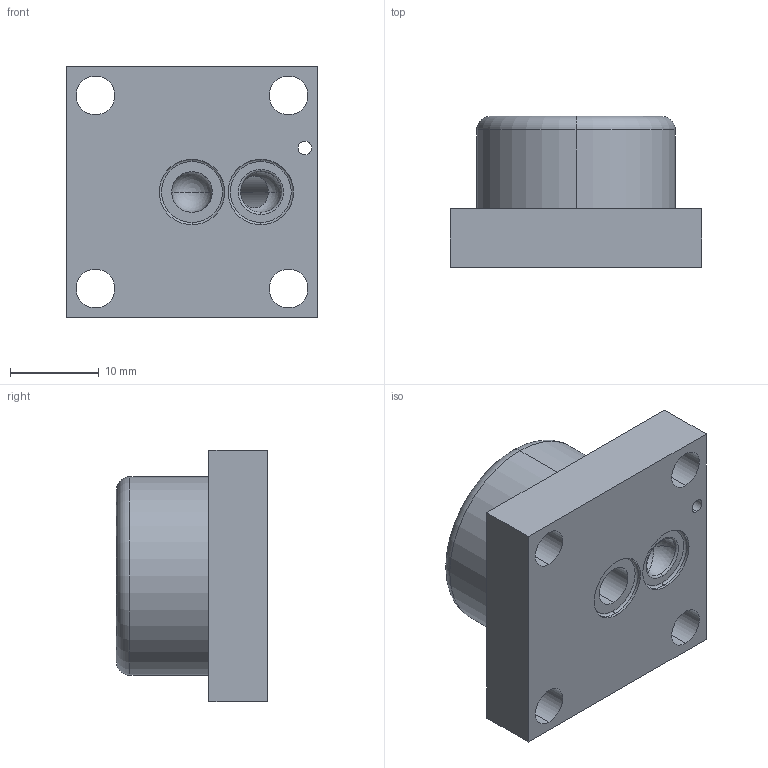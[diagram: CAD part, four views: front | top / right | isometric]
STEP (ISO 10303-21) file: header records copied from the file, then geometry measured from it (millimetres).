
FILE_DESCRIPTION (( 'STEP AP214' ), '1' );
FILE_NAME ('101000092542.STEP', '2025-11-04T07:02:54', ( 'Microsoft' ), ( 'Microsoft' ), 'SwSTEP 2.0', 'SolidWorks 2025', '' );
FILE_SCHEMA (( 'AUTOMOTIVE_DESIGN' ));
Length unit declared in the file: millimetre
Products named in the file (1): 101000092542
Bounding box: 28.32 x 17.02 x 28.32 mm (x, y, z)
Volume: 8524.1 mm3; surface area: 3636.1 mm2
Topology: 1 solids, 1 shells, 45 faces, 109 edges, 69 vertices
Faces by surface type: cylinder 20, plane 13, torus 8, sphere 4
Entity records: 1575 total; most frequent: CARTESIAN_POINT 433, DIRECTION 259, ORIENTED_EDGE 212, AXIS2_PLACEMENT_3D 109, EDGE_CURVE 106, VERTEX_POINT 68, CIRCLE 63, EDGE_LOOP 62
